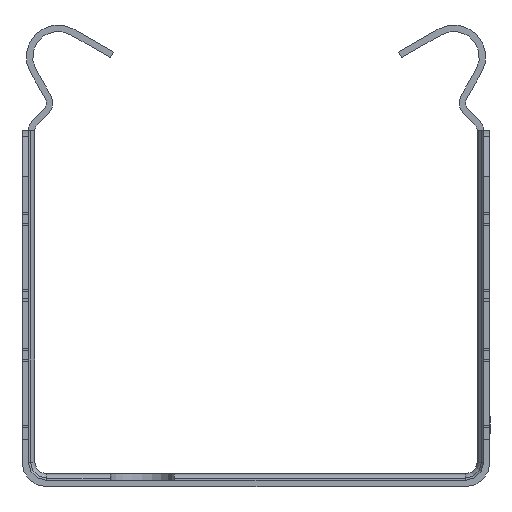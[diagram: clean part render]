
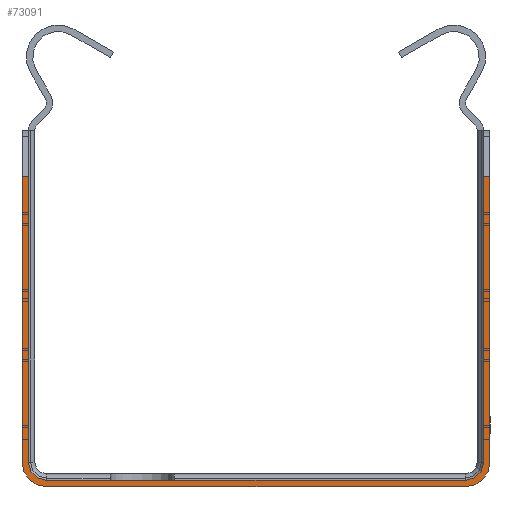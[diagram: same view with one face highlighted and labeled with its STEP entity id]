
A CAD part, front view. The second image highlights one B-rep face of the part: STEP entity #73091.
In plain terms, the highlighted planar face has unit normal (0, -1, 0).
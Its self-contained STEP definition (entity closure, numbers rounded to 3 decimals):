
#4143=CIRCLE('',#79697,2.7);
#4144=CIRCLE('',#79700,2.7);
#4145=CIRCLE('',#79704,2.);
#4146=CIRCLE('',#79707,2.);
#9298=FACE_OUTER_BOUND('',#14231,.T.);
#14231=EDGE_LOOP('',(#67113,#67114,#67115,#67116,#67117,#67118,#67119,#67120,
#67121,#67122,#67123,#67124));
#19072=LINE('',#113373,#26549);
#19236=LINE('',#113852,#26713);
#19238=LINE('',#113858,#26715);
#19249=LINE('',#113895,#26726);
#19252=LINE('',#113901,#26729);
#21701=LINE('',#121292,#29178);
#21705=LINE('',#121300,#29182);
#21707=LINE('',#121308,#29184);
#26549=VECTOR('',#92419,10.);
#26713=VECTOR('',#92895,10.);
#26715=VECTOR('',#92899,10.);
#26726=VECTOR('',#92934,10.);
#26729=VECTOR('',#92939,10.);
#29178=VECTOR('',#100354,10.);
#29182=VECTOR('',#100364,10.);
#29184=VECTOR('',#100374,10.);
#33400=VERTEX_POINT('',#113370);
#33401=VERTEX_POINT('',#113372);
#33558=VERTEX_POINT('',#113846);
#33560=VERTEX_POINT('',#113850);
#33561=VERTEX_POINT('',#113854);
#33563=VERTEX_POINT('',#113857);
#33577=VERTEX_POINT('',#113893);
#33579=VERTEX_POINT('',#113899);
#36020=VERTEX_POINT('',#121291);
#36021=VERTEX_POINT('',#121296);
#36022=VERTEX_POINT('',#121303);
#36023=VERTEX_POINT('',#121307);
#42429=EDGE_CURVE('',#33401,#33400,#19072,.T.);
#42668=EDGE_CURVE('',#33558,#33560,#19236,.T.);
#42670=EDGE_CURVE('',#33563,#33561,#19238,.T.);
#42689=EDGE_CURVE('',#33560,#33577,#19249,.T.);
#42692=EDGE_CURVE('',#33561,#33579,#19252,.T.);
#46379=EDGE_CURVE('',#33577,#33401,#4143,.T.);
#46380=EDGE_CURVE('',#36020,#33558,#21701,.T.);
#46384=EDGE_CURVE('',#33400,#36021,#4144,.T.);
#46385=EDGE_CURVE('',#36021,#33563,#21705,.T.);
#46386=EDGE_CURVE('',#36022,#36020,#4145,.T.);
#46388=EDGE_CURVE('',#36023,#36022,#21707,.T.);
#46390=EDGE_CURVE('',#33579,#36023,#4146,.T.);
#67113=ORIENTED_EDGE('',*,*,#42670,.T.);
#67114=ORIENTED_EDGE('',*,*,#42692,.T.);
#67115=ORIENTED_EDGE('',*,*,#46390,.T.);
#67116=ORIENTED_EDGE('',*,*,#46388,.T.);
#67117=ORIENTED_EDGE('',*,*,#46386,.T.);
#67118=ORIENTED_EDGE('',*,*,#46380,.T.);
#67119=ORIENTED_EDGE('',*,*,#42668,.T.);
#67120=ORIENTED_EDGE('',*,*,#42689,.T.);
#67121=ORIENTED_EDGE('',*,*,#46379,.T.);
#67122=ORIENTED_EDGE('',*,*,#42429,.T.);
#67123=ORIENTED_EDGE('',*,*,#46384,.T.);
#67124=ORIENTED_EDGE('',*,*,#46385,.T.);
#69382=PLANE('',#79708);
#73091=ADVANCED_FACE('',(#9298),#69382,.F.);
#79697=AXIS2_PLACEMENT_3D('',#121289,#100350,#100351);
#79700=AXIS2_PLACEMENT_3D('',#121298,#100360,#100361);
#79704=AXIS2_PLACEMENT_3D('',#121304,#100369,#100370);
#79707=AXIS2_PLACEMENT_3D('',#121311,#100378,#100379);
#79708=AXIS2_PLACEMENT_3D('',#121312,#100380,#100381);
#92419=DIRECTION('',(1.,0.,0.));
#92895=DIRECTION('',(-1.,0.,0.));
#92899=DIRECTION('',(-1.,0.,0.));
#92934=DIRECTION('',(0.,0.,-1.));
#92939=DIRECTION('',(0.,0.,-1.));
#100350=DIRECTION('center_axis',(0.,-1.,0.));
#100351=DIRECTION('ref_axis',(1.,0.,0.));
#100354=DIRECTION('',(0.,0.,1.));
#100360=DIRECTION('center_axis',(0.,-1.,0.));
#100361=DIRECTION('ref_axis',(0.,0.,
1.));
#100364=DIRECTION('',(0.,0.,1.));
#100369=DIRECTION('center_axis',(0.,1.,0.));
#100370=DIRECTION('ref_axis',(0.,0.,-1.));
#100374=DIRECTION('',(-1.,0.,0.));
#100378=DIRECTION('center_axis',(0.,1.,0.));
#100379=DIRECTION('ref_axis',(0.,0.,-1.));
#100380=DIRECTION('center_axis',(0.,1.,0.));
#100381=DIRECTION('ref_axis',(0.,0.,1.));
#113370=CARTESIAN_POINT('',(23.,-36.,-0.7));
#113372=CARTESIAN_POINT('',(-23.,-36.,-0.7));
#113373=CARTESIAN_POINT('',(23.,-36.,-0.7));
#113846=CARTESIAN_POINT('',(-25.,-36.,33.387));
#113850=CARTESIAN_POINT('',(-25.7,-36.,33.387));
#113852=CARTESIAN_POINT('',(12.5,-36.,33.387));
#113854=CARTESIAN_POINT('',(25.,-36.,33.387));
#113857=CARTESIAN_POINT('',(25.7,-36.,33.387));
#113858=CARTESIAN_POINT('',(12.5,-36.,33.387));
#113893=CARTESIAN_POINT('',(-25.7,-36.,2.));
#113895=CARTESIAN_POINT('',(-25.7,-36.,2.));
#113899=CARTESIAN_POINT('',(25.,-36.,2.));
#113901=CARTESIAN_POINT('',(25.,-36.,10.531));
#121289=CARTESIAN_POINT('Origin',(-23.,-36.,2.));
#121291=CARTESIAN_POINT('',(-25.,-36.,2.));
#121292=CARTESIAN_POINT('',(-25.,-36.,10.531));
#121296=CARTESIAN_POINT('',(25.7,-36.,2.));
#121298=CARTESIAN_POINT('Origin',(23.,-36.,2.));
#121300=CARTESIAN_POINT('',(25.7,-36.,38.387));
#121303=CARTESIAN_POINT('',(-23.,-36.,0.));
#121304=CARTESIAN_POINT('Origin',(-23.,-36.,2.));
#121307=CARTESIAN_POINT('',(23.,-36.,0.));
#121308=CARTESIAN_POINT('',(12.,-36.,0.));
#121311=CARTESIAN_POINT('Origin',(23.,-36.,2.));
#121312=CARTESIAN_POINT('Origin',(0.,-36.,11.862));
